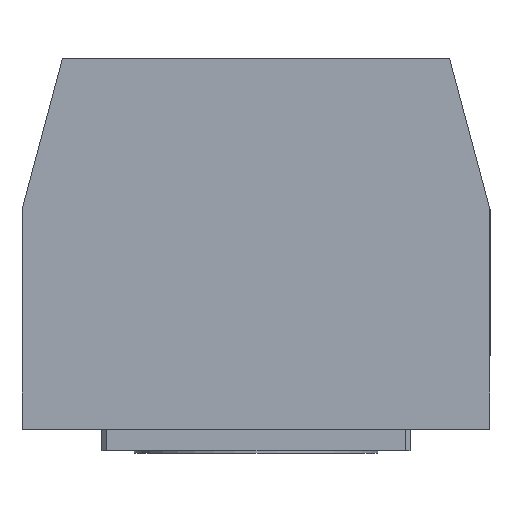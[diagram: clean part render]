
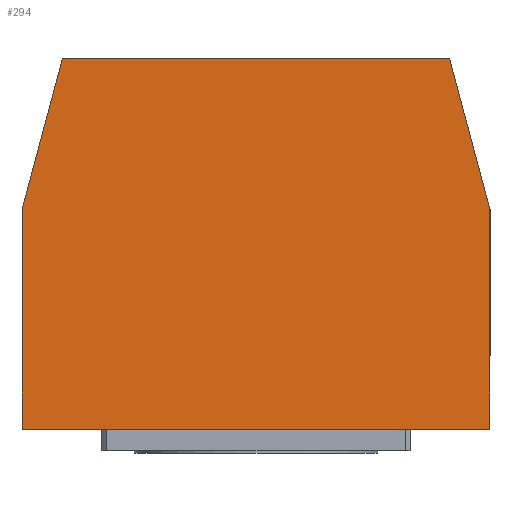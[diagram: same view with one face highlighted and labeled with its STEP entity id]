
A CAD part, left-side view. The second image highlights one B-rep face of the part: STEP entity #294.
In plain terms, the highlighted planar face has unit normal (-1, 0, 0).
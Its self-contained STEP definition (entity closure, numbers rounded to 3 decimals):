
#56=FACE_OUTER_BOUND('',#410,.T.);
#86=LINE('',#1253,#183);
#93=LINE('',#1280,#190);
#120=LINE('',#1334,#217);
#137=LINE('',#1368,#234);
#138=LINE('',#1370,#235);
#139=LINE('',#1371,#236);
#183=VECTOR('',#1016,1.);
#190=VECTOR('',#1043,1.);
#217=VECTOR('',#1076,1.);
#234=VECTOR('',#1103,1.);
#235=VECTOR('',#1106,1.);
#236=VECTOR('',#1107,1.);
#294=ADVANCED_FACE('',(#56),#342,.F.);
#342=PLANE('',#952);
#410=EDGE_LOOP('',(#541,#542,#543,#544,#545,#546));
#541=ORIENTED_EDGE('',*,*,#807,.F.);
#542=ORIENTED_EDGE('',*,*,#825,.T.);
#543=ORIENTED_EDGE('',*,*,#767,.T.);
#544=ORIENTED_EDGE('',*,*,#826,.T.);
#545=ORIENTED_EDGE('',*,*,#780,.T.);
#546=ORIENTED_EDGE('',*,*,#824,.F.);
#689=VERTEX_POINT('',#1254);
#690=VERTEX_POINT('',#1255);
#699=VERTEX_POINT('',#1281);
#700=VERTEX_POINT('',#1282);
#722=VERTEX_POINT('',#1333);
#723=VERTEX_POINT('',#1335);
#767=EDGE_CURVE('',#689,#690,#86,.T.);
#780=EDGE_CURVE('',#699,#700,#93,.T.);
#807=EDGE_CURVE('',#722,#723,#120,.T.);
#824=EDGE_CURVE('',#723,#700,#137,.T.);
#825=EDGE_CURVE('',#722,#689,#138,.T.);
#826=EDGE_CURVE('',#690,#699,#139,.T.);
#952=AXIS2_PLACEMENT_3D('',#1372,#1108,#1109);
#1016=DIRECTION('',(0.,1.,0.));
#1043=DIRECTION('',(0.,0.,-1.));
#1076=DIRECTION('',(0.,0.,-1.));
#1103=DIRECTION('',(0.,1.,0.));
#1106=DIRECTION('',(0.,0.259,0.966));
#1107=DIRECTION('',(0.,0.259,-0.966));
#1108=DIRECTION('',(1.,0.,0.));
#1109=DIRECTION('',(0.,0.,-1.));
#1253=CARTESIAN_POINT('',(-120.,-48.,31.));
#1254=CARTESIAN_POINT('',(-120.,-39.694,31.));
#1255=CARTESIAN_POINT('',(-120.,39.694,31.));
#1280=CARTESIAN_POINT('',(-120.,48.,-0.132));
#1281=CARTESIAN_POINT('',(-120.,48.,0.));
#1282=CARTESIAN_POINT('',(-120.,48.,-45.));
#1333=CARTESIAN_POINT('',(-120.,-48.,0.));
#1334=CARTESIAN_POINT('',(-120.,-48.,31.));
#1335=CARTESIAN_POINT('',(-120.,-48.,-45.));
#1368=CARTESIAN_POINT('',(-120.,-48.,-45.));
#1370=CARTESIAN_POINT('',(-120.,-48.033,-0.123));
#1371=CARTESIAN_POINT('',(-120.,41.602,23.877));
#1372=CARTESIAN_POINT('',(-120.,-48.,-0.132));
